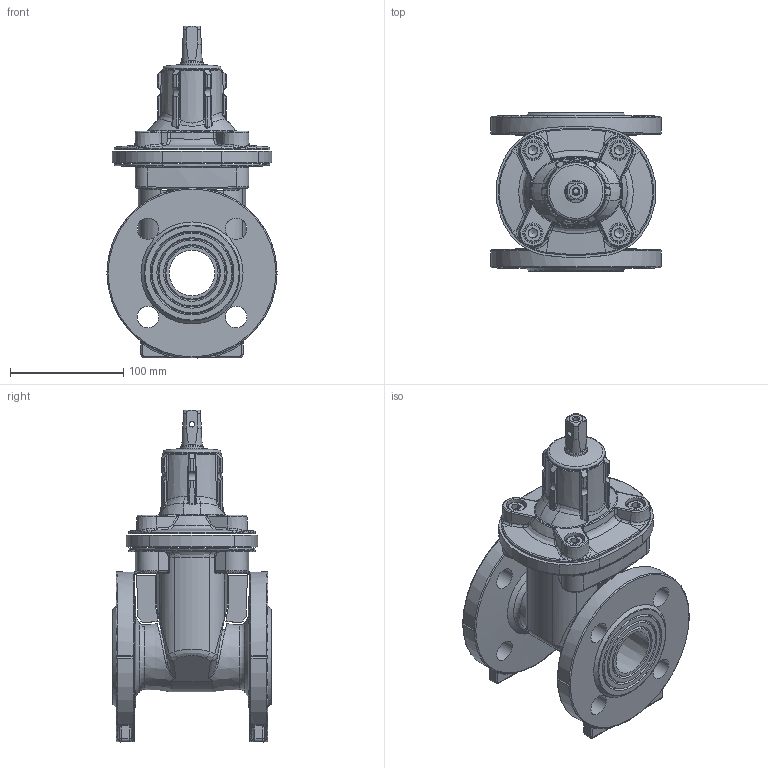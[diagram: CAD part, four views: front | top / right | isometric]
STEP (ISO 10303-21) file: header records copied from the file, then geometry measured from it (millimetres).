
FILE_DESCRIPTION (( 'STEP AP203' ), '1' );
FILE_NAME ('Gate Valve DN 40.STEP', '2016-12-15T11:30:22', ( '' ), ( '' ), 'SwSTEP 2.0', 'SolidWorks 2015', '' );
FILE_SCHEMA (( 'CONFIG_CONTROL_DESIGN' ));
Length unit declared in the file: millimetre
Products named in the file (1): Gate Valve DN 40
Bounding box: 149.99 x 140 x 292.86 mm (x, y, z)
Surface area: 187513.5 mm2 (no closed solid volume)
Topology: 0 solids, 9 shells, 686 faces, 1868 edges, 1173 vertices
Faces by surface type: bspline 259, plane 155, cylinder 136, torus 76, cone 56, sphere 4
Full cylindrical faces by diameter (mm): 5 x2, 18 x4, 19 x9, 20 x1, 51 x1
Entity records: 34421 total; most frequent: CARTESIAN_POINT 19976, ORIENTED_EDGE 3302, DIRECTION 2384, EDGE_CURVE 1795, VERTEX_POINT 1149, AXIS2_PLACEMENT_3D 1009, EDGE_LOOP 774, B_SPLINE_CURVE_WITH_KNOTS 718
